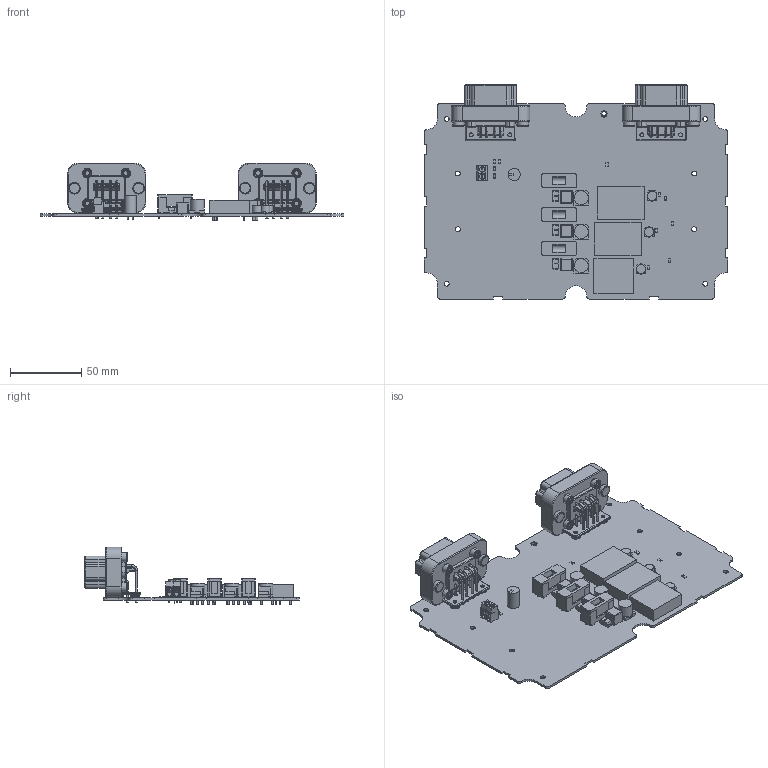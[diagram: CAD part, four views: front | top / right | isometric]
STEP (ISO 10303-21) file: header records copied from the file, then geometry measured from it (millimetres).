
FILE_DESCRIPTION(('KiCad electronic assembly'),'2;1');
FILE_NAME('GR-LRR-POWER.step','2024-06-11T14:53:23',('Pcbnew'),('Kicad') ,'Open CASCADE STEP processor 7.7','KiCad to STEP converter','Unknown' );
FILE_SCHEMA(('AUTOMOTIVE_DESIGN { 1 0 10303 214 1 1 1 1 }'));
Length unit declared in the file: millimetre
Products named in the file (28): GR-LRR-POWER 1; T521X336M050ATE075; CTSM_TCM2NKKO_7343_L7.6W4.6H4.3T0.13S1.3F2.5A3.6B0.65P1.7R1X0.2; R_1206_3216Metric; 696108003002; 696108003002 (rev1); UWT1H221MNL1GS; part; UEI15-033-Q12P-C; ASSEMBLY; DT13-08PB; C-DT13-08PB; UWS-24_2-Q12P-C; UWS-510-Q12P-C; C_1206_3216Metric; 50ZLH100MEFC8X11_5; 691137710002; 691137710002_1; UWZ1H100MCL1GB; L_Coilcraft_XAL8080-XXX; CQ assembly; GR-LRR-POWER_PCB
Assembly tree (50 placements, depth 3):
  GR-LRR-POWER 1
    T521X336M050ATE075  x3
      CTSM_TCM2NKKO_7343_L7.6W4.6H4.3T0.13S1.3F2.5A3.6B0.65P1.7R1X0.2
    R_1206_3216Metric  x11
      R_1206_3216Metric
    696108003002  x3
      696108003002 (rev1)
    UWT1H221MNL1GS  x3
      part
    UEI15-033-Q12P-C
      ASSEMBLY
    DT13-08PB  x2
      C-DT13-08PB
    UWS-24_2-Q12P-C
      ASSEMBLY
    UWS-510-Q12P-C
      ASSEMBLY
    C_1206_3216Metric  x3
      C_1206_3216Metric
    50ZLH100MEFC8X11_5
      part
    691137710002
      691137710002_1
    UWZ1H100MCL1GB  x3
      part
    L_Coilcraft_XAL8080-XXX  x3
      CQ assembly
    GR-LRR-POWER_PCB
Bounding box: 213.71 x 150.67 x 40.55 mm (x, y, z)
Volume: 128323 mm3; surface area: 109832.5 mm2
Topology: 211 solids, 211 shells, 3603 faces, 8744 edges, 5606 vertices
Faces by surface type: plane 2177, cylinder 1074, torus 248, sphere 52, bspline 36, cone 16
Full cylindrical faces by diameter (mm): 0.5 x8, 0.61 x2, 0.864 x2, 1.07 x6, 1.27 x6, 1.295 x2, 1.37 x96, 1.5 x6, 1.57 x12, 1.76 x16, 1.93 x32, 2.13 x4, 2.79 x6, 3 x1, 3.429 x8, 6.462 x3, 8.509 x1, 9.792 x3
Entity records: 62651 total; most frequent: CARTESIAN_POINT 15968, DIRECTION 9280, ORIENTED_EDGE 8496, EDGE_CURVE 4248, AXIS2_PLACEMENT_3D 3303, VERTEX_POINT 2734, LINE 2674, VECTOR 2674
